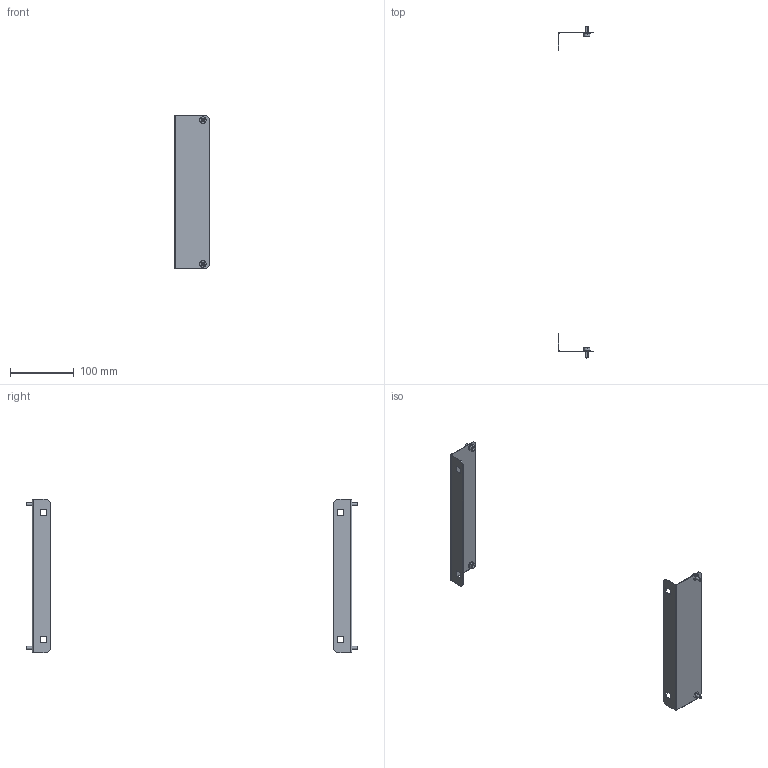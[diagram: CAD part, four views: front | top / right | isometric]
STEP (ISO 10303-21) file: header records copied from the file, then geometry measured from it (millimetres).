
FILE_DESCRIPTION (( 'STEP AP203' ), '1' );
FILE_NAME ('Äåðæàòåëü ïëàñòðîíîâ Â250 (2øò) EKF AleSta.STEP', '2025-09-15T11:08:42', ( '' ), ( '' ), 'SwSTEP 2.0', 'SolidWorks 2021', '' );
FILE_SCHEMA (( 'CONFIG_CONTROL_DESIGN' ));
Length unit declared in the file: millimetre
Products named in the file (4): Âèíò_ðåçüáîâûäàâëèâàþùèé_Ì5õ12_DIN 7500E_Œ5å12; øàéáà êîíòàêòíàÿ ñòîïîðíàÿ ñ íàñå÷êîé îöèíêîâàííàÿ ñòàëü Ì5; Äåðæàòåëü ïëàñòðîíîâ Â250 (2øò) EKF AleSta; MA1.400.000020.01.01 Äåðæàòåëü ïëàñòðîíîâ Â2000 (2 øò) EKF AleSta_‚250
Assembly tree (10 placements, depth 2):
  Äåðæàòåëü ïëàñòðîíîâ Â250 (2øò) EKF AleSta
    MA1.400.000020.01.01 Äåðæàòåëü ïëàñòðîíîâ Â2000 (2 øò) EKF AleSta_‚250  x2
    øàéáà êîíòàêòíàÿ ñòîïîðíàÿ ñ íàñå÷êîé îöèíêîâàííàÿ ñòàëü Ì5  x4
    Âèíò_ðåçüáîâûäàâëèâàþùèé_Ì5õ12_DIN 7500E_Œ5å12  x4
Bounding box: 56 x 519 x 240 mm (x, y, z)
Volume: 41113.7 mm3; surface area: 82623.1 mm2
Topology: 10 solids, 10 shells, 336 faces, 912 edges, 600 vertices
Faces by surface type: plane 284, cylinder 44, cone 8
Entity records: 3756 total; most frequent: DIRECTION 568, CARTESIAN_POINT 552, ORIENTED_EDGE 532, EDGE_CURVE 266, AXIS2_PLACEMENT_3D 190, LINE 188, VECTOR 188, VERTEX_POINT 174
